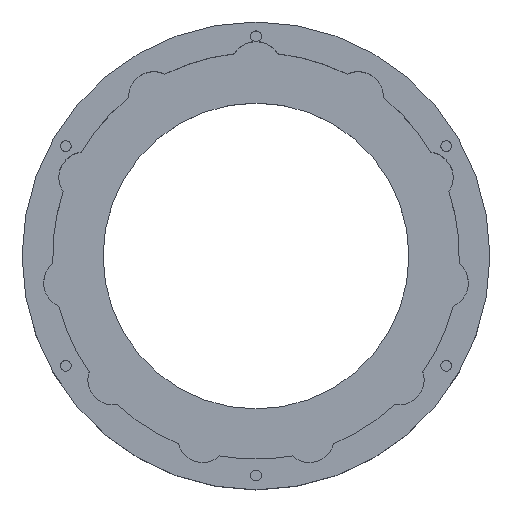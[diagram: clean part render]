
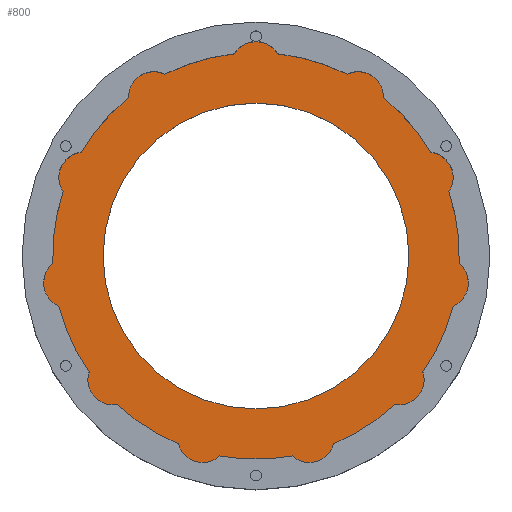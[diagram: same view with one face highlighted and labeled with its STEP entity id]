
A CAD part, top view. The second image highlights one B-rep face of the part: STEP entity #800.
In plain terms, the highlighted planar face has unit normal (0, 0, 1).
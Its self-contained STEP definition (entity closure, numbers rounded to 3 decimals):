
#21=FACE_BOUND('',#151,.T.);
#42=PLANE('',#939);
#93=FACE_OUTER_BOUND('',#150,.T.);
#150=EDGE_LOOP('',(#684,#685,#686,#687,#688,#689,#690,#691,#692,#693,#694,
#695,#696,#697,#698,#699,#700,#701,#702,#703,#704,#705));
#151=EDGE_LOOP('',(#706));
#271=CIRCLE('',#867,7.05);
#272=CIRCLE('',#869,56.5);
#273=CIRCLE('',#871,7.05);
#274=CIRCLE('',#873,56.5);
#275=CIRCLE('',#875,7.05);
#276=CIRCLE('',#877,56.5);
#277=CIRCLE('',#879,7.05);
#278=CIRCLE('',#881,56.5);
#279=CIRCLE('',#883,7.05);
#280=CIRCLE('',#885,56.5);
#281=CIRCLE('',#887,7.05);
#282=CIRCLE('',#889,56.5);
#283=CIRCLE('',#891,7.05);
#284=CIRCLE('',#893,56.5);
#285=CIRCLE('',#895,7.05);
#286=CIRCLE('',#897,56.5);
#287=CIRCLE('',#899,7.05);
#288=CIRCLE('',#901,56.5);
#289=CIRCLE('',#903,7.05);
#290=CIRCLE('',#905,56.5);
#291=CIRCLE('',#907,7.05);
#292=CIRCLE('',#909,56.5);
#305=CIRCLE('',#935,42.5);
#345=VERTEX_POINT('',#1326);
#346=VERTEX_POINT('',#1327);
#347=VERTEX_POINT('',#1332);
#348=VERTEX_POINT('',#1336);
#349=VERTEX_POINT('',#1340);
#350=VERTEX_POINT('',#1344);
#351=VERTEX_POINT('',#1348);
#352=VERTEX_POINT('',#1352);
#353=VERTEX_POINT('',#1356);
#354=VERTEX_POINT('',#1360);
#355=VERTEX_POINT('',#1364);
#356=VERTEX_POINT('',#1368);
#357=VERTEX_POINT('',#1372);
#358=VERTEX_POINT('',#1376);
#359=VERTEX_POINT('',#1380);
#360=VERTEX_POINT('',#1384);
#361=VERTEX_POINT('',#1388);
#362=VERTEX_POINT('',#1392);
#363=VERTEX_POINT('',#1396);
#364=VERTEX_POINT('',#1400);
#365=VERTEX_POINT('',#1404);
#366=VERTEX_POINT('',#1408);
#379=VERTEX_POINT('',#1456);
#426=EDGE_CURVE('',#345,#346,#271,.T.);
#429=EDGE_CURVE('',#346,#347,#272,.T.);
#431=EDGE_CURVE('',#347,#348,#273,.T.);
#433=EDGE_CURVE('',#348,#349,#274,.T.);
#435=EDGE_CURVE('',#349,#350,#275,.T.);
#437=EDGE_CURVE('',#350,#351,#276,.T.);
#439=EDGE_CURVE('',#351,#352,#277,.T.);
#441=EDGE_CURVE('',#352,#353,#278,.T.);
#443=EDGE_CURVE('',#353,#354,#279,.T.);
#445=EDGE_CURVE('',#354,#355,#280,.T.);
#447=EDGE_CURVE('',#355,#356,#281,.T.);
#449=EDGE_CURVE('',#356,#357,#282,.T.);
#451=EDGE_CURVE('',#357,#358,#283,.T.);
#453=EDGE_CURVE('',#358,#359,#284,.T.);
#455=EDGE_CURVE('',#359,#360,#285,.T.);
#457=EDGE_CURVE('',#360,#361,#286,.T.);
#460=EDGE_CURVE('',#361,#362,#287,.T.);
#461=EDGE_CURVE('',#362,#363,#288,.T.);
#463=EDGE_CURVE('',#363,#364,#289,.T.);
#465=EDGE_CURVE('',#364,#365,#290,.T.);
#467=EDGE_CURVE('',#365,#366,#291,.T.);
#469=EDGE_CURVE('',#366,#345,#292,.T.);
#488=EDGE_CURVE('',#379,#379,#305,.T.);
#684=ORIENTED_EDGE('',*,*,#426,.T.);
#685=ORIENTED_EDGE('',*,*,#429,.T.);
#686=ORIENTED_EDGE('',*,*,#431,.T.);
#687=ORIENTED_EDGE('',*,*,#433,.T.);
#688=ORIENTED_EDGE('',*,*,#435,.T.);
#689=ORIENTED_EDGE('',*,*,#437,.T.);
#690=ORIENTED_EDGE('',*,*,#439,.T.);
#691=ORIENTED_EDGE('',*,*,#441,.T.);
#692=ORIENTED_EDGE('',*,*,#443,.T.);
#693=ORIENTED_EDGE('',*,*,#445,.T.);
#694=ORIENTED_EDGE('',*,*,#447,.T.);
#695=ORIENTED_EDGE('',*,*,#449,.T.);
#696=ORIENTED_EDGE('',*,*,#451,.T.);
#697=ORIENTED_EDGE('',*,*,#453,.T.);
#698=ORIENTED_EDGE('',*,*,#455,.T.);
#699=ORIENTED_EDGE('',*,*,#457,.T.);
#700=ORIENTED_EDGE('',*,*,#460,.T.);
#701=ORIENTED_EDGE('',*,*,#461,.T.);
#702=ORIENTED_EDGE('',*,*,#463,.T.);
#703=ORIENTED_EDGE('',*,*,#465,.T.);
#704=ORIENTED_EDGE('',*,*,#467,.T.);
#705=ORIENTED_EDGE('',*,*,#469,.T.);
#706=ORIENTED_EDGE('',*,*,#488,.T.);
#800=ADVANCED_FACE('',(#93,#21),#42,.T.);
#867=AXIS2_PLACEMENT_3D('',#1328,#1052,#1053);
#869=AXIS2_PLACEMENT_3D('',#1333,#1058,#1059);
#871=AXIS2_PLACEMENT_3D('',#1337,#1063,#1064);
#873=AXIS2_PLACEMENT_3D('',#1341,#1068,#1069);
#875=AXIS2_PLACEMENT_3D('',#1345,#1073,#1074);
#877=AXIS2_PLACEMENT_3D('',#1349,#1078,#1079);
#879=AXIS2_PLACEMENT_3D('',#1353,#1083,#1084);
#881=AXIS2_PLACEMENT_3D('',#1357,#1088,#1089);
#883=AXIS2_PLACEMENT_3D('',#1361,#1093,#1094);
#885=AXIS2_PLACEMENT_3D('',#1365,#1098,#1099);
#887=AXIS2_PLACEMENT_3D('',#1369,#1103,#1104);
#889=AXIS2_PLACEMENT_3D('',#1373,#1108,#1109);
#891=AXIS2_PLACEMENT_3D('',#1377,#1113,#1114);
#893=AXIS2_PLACEMENT_3D('',#1381,#1118,#1119);
#895=AXIS2_PLACEMENT_3D('',#1385,#1123,#1124);
#897=AXIS2_PLACEMENT_3D('',#1389,#1128,#1129);
#899=AXIS2_PLACEMENT_3D('',#1394,#1134,#1135);
#901=AXIS2_PLACEMENT_3D('',#1397,#1138,#1139);
#903=AXIS2_PLACEMENT_3D('',#1401,#1143,#1144);
#905=AXIS2_PLACEMENT_3D('',#1405,#1148,#1149);
#907=AXIS2_PLACEMENT_3D('',#1409,#1153,#1154);
#909=AXIS2_PLACEMENT_3D('',#1412,#1158,#1159);
#935=AXIS2_PLACEMENT_3D('',#1457,#1216,#1217);
#939=AXIS2_PLACEMENT_3D('',#1465,#1226,#1227);
#1052=DIRECTION('center_axis',(0.,0.,1.));
#1053=DIRECTION('ref_axis',(-1.,0.,0.));
#1058=DIRECTION('center_axis',(0.,0.,1.));
#1059=DIRECTION('ref_axis',(-1.,0.,0.));
#1063=DIRECTION('center_axis',(0.,0.,1.));
#1064=DIRECTION('ref_axis',(-1.,0.,0.));
#1068=DIRECTION('center_axis',(0.,0.,1.));
#1069=DIRECTION('ref_axis',(-1.,0.,0.));
#1073=DIRECTION('center_axis',(0.,0.,1.));
#1074=DIRECTION('ref_axis',(-1.,0.,0.));
#1078=DIRECTION('center_axis',(0.,0.,1.));
#1079=DIRECTION('ref_axis',(-1.,0.,0.));
#1083=DIRECTION('center_axis',(0.,0.,1.));
#1084=DIRECTION('ref_axis',(-1.,0.,0.));
#1088=DIRECTION('center_axis',(0.,0.,1.));
#1089=DIRECTION('ref_axis',(-1.,0.,0.));
#1093=DIRECTION('center_axis',(0.,0.,1.));
#1094=DIRECTION('ref_axis',(-1.,0.,0.));
#1098=DIRECTION('center_axis',(0.,0.,1.));
#1099=DIRECTION('ref_axis',(-1.,0.,0.));
#1103=DIRECTION('center_axis',(0.,0.,1.));
#1104=DIRECTION('ref_axis',(-1.,0.,0.));
#1108=DIRECTION('center_axis',(0.,0.,1.));
#1109=DIRECTION('ref_axis',(-1.,0.,0.));
#1113=DIRECTION('center_axis',(0.,0.,1.));
#1114=DIRECTION('ref_axis',(-1.,0.,0.));
#1118=DIRECTION('center_axis',(0.,0.,1.));
#1119=DIRECTION('ref_axis',(-1.,0.,0.));
#1123=DIRECTION('center_axis',(0.,0.,1.));
#1124=DIRECTION('ref_axis',(-1.,0.,0.));
#1128=DIRECTION('center_axis',(0.,0.,1.));
#1129=DIRECTION('ref_axis',(-1.,0.,0.));
#1134=DIRECTION('center_axis',(0.,0.,1.));
#1135=DIRECTION('ref_axis',(-1.,0.,0.));
#1138=DIRECTION('center_axis',(0.,0.,1.));
#1139=DIRECTION('ref_axis',(-1.,0.,0.));
#1143=DIRECTION('center_axis',(0.,0.,1.));
#1144=DIRECTION('ref_axis',(-1.,0.,0.));
#1148=DIRECTION('center_axis',(0.,0.,1.));
#1149=DIRECTION('ref_axis',(-1.,0.,0.));
#1153=DIRECTION('center_axis',(0.,0.,1.));
#1154=DIRECTION('ref_axis',(-1.,0.,0.));
#1158=DIRECTION('center_axis',(0.,0.,1.));
#1159=DIRECTION('ref_axis',(-1.,0.,0.));
#1216=DIRECTION('center_axis',(0.,0.,-1.));
#1217=DIRECTION('ref_axis',(1.,0.,0.));
#1226=DIRECTION('center_axis',(0.,0.,1.));
#1227=DIRECTION('ref_axis',(1.,0.,0.));
#1326=CARTESIAN_POINT('',(-56.463,-2.042,10.));
#1327=CARTESIAN_POINT('',(-54.751,-13.948,10.));
#1328=CARTESIAN_POINT('Origin',(-51.966,-7.472,10.));
#1332=CARTESIAN_POINT('',(-46.396,-32.244,10.));
#1333=CARTESIAN_POINT('Origin',(0.,0.,10.));
#1336=CARTESIAN_POINT('',(-38.519,-41.334,10.));
#1337=CARTESIAN_POINT('Origin',(-39.677,-34.38,10.));
#1340=CARTESIAN_POINT('',(-21.598,-52.209,10.));
#1341=CARTESIAN_POINT('Origin',(0.,0.,10.));
#1344=CARTESIAN_POINT('',(-10.057,-55.598,10.));
#1345=CARTESIAN_POINT('Origin',(-14.791,-50.373,10.));
#1348=CARTESIAN_POINT('',(10.057,-55.598,10.));
#1349=CARTESIAN_POINT('Origin',(0.,0.,10.));
#1352=CARTESIAN_POINT('',(21.598,-52.209,10.));
#1353=CARTESIAN_POINT('Origin',(14.791,-50.373,10.));
#1356=CARTESIAN_POINT('',(38.519,-41.334,10.));
#1357=CARTESIAN_POINT('Origin',(0.,0.,10.));
#1360=CARTESIAN_POINT('',(46.396,-32.244,10.));
#1361=CARTESIAN_POINT('Origin',(39.677,-34.38,10.));
#1364=CARTESIAN_POINT('',(54.751,-13.948,10.));
#1365=CARTESIAN_POINT('Origin',(0.,0.,10.));
#1368=CARTESIAN_POINT('',(56.463,-2.042,10.));
#1369=CARTESIAN_POINT('Origin',(51.966,-7.472,10.));
#1372=CARTESIAN_POINT('',(53.601,17.867,10.));
#1373=CARTESIAN_POINT('Origin',(0.,0.,10.));
#1376=CARTESIAN_POINT('',(48.604,28.808,10.));
#1377=CARTESIAN_POINT('Origin',(47.756,21.809,10.));
#1380=CARTESIAN_POINT('',(35.432,44.009,10.));
#1381=CARTESIAN_POINT('Origin',(0.,0.,10.));
#1384=CARTESIAN_POINT('',(25.313,50.512,10.));
#1385=CARTESIAN_POINT('Origin',(28.384,44.166,10.));
#1388=CARTESIAN_POINT('',(6.014,56.179,10.));
#1389=CARTESIAN_POINT('Origin',(0.,0.,10.));
#1392=CARTESIAN_POINT('',(-6.014,56.179,10.));
#1394=CARTESIAN_POINT('Origin',(0.,52.5,10.));
#1396=CARTESIAN_POINT('',(-25.313,50.512,10.));
#1397=CARTESIAN_POINT('Origin',(0.,0.,10.));
#1400=CARTESIAN_POINT('',(-35.432,44.009,10.));
#1401=CARTESIAN_POINT('Origin',(-28.384,44.166,10.));
#1404=CARTESIAN_POINT('',(-48.604,28.808,10.));
#1405=CARTESIAN_POINT('Origin',(0.,0.,10.));
#1408=CARTESIAN_POINT('',(-53.601,17.867,10.));
#1409=CARTESIAN_POINT('Origin',(-47.756,21.809,10.));
#1412=CARTESIAN_POINT('Origin',(0.,0.,10.));
#1456=CARTESIAN_POINT('',(-42.5,0.,10.));
#1457=CARTESIAN_POINT('Origin',(0.,0.,10.));
#1465=CARTESIAN_POINT('Origin',(0.,0.,10.));
